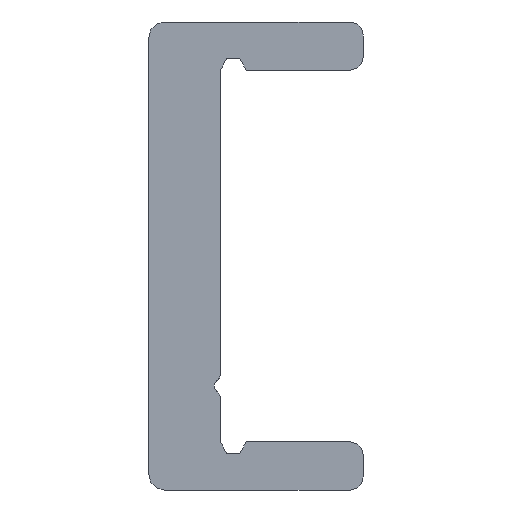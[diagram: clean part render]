
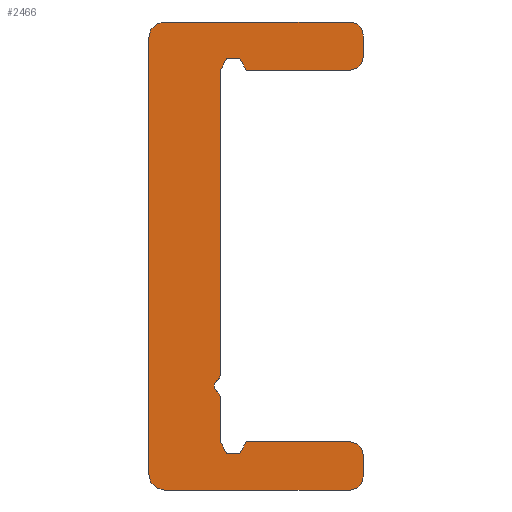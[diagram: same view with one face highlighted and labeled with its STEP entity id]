
A CAD part, left-side view. The second image highlights one B-rep face of the part: STEP entity #2466.
In plain terms, the highlighted planar face has unit normal (-1, 0, 0).
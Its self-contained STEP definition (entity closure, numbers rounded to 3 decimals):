
#1634=CARTESIAN_POINT('',(0.0,1.375,-4.567));
#1635=VERTEX_POINT('',#1634);
#1642=CARTESIAN_POINT('',(0.0,1.5,-4.783));
#1643=VERTEX_POINT('',#1642);
#1644=CARTESIAN_POINT('',(0.0,1.625,-4.567));
#1645=DIRECTION('',(1.0,0.0,0.0));
#1646=DIRECTION('',(0.0,-1.0,0.0));
#1647=AXIS2_PLACEMENT_3D('',#1644,#1645,#1646);
#1648=CIRCLE('',#1647,0.25);
#1649=EDGE_CURVE('',#1635,#1643,#1648,.T.);
#1759=CARTESIAN_POINT('',(0.0,1.375,7.15));
#1760=VERTEX_POINT('',#1759);
#1767=CARTESIAN_POINT('',(0.0,1.375,7.15));
#1768=DIRECTION('',(0.0,0.0,-1.0));
#1769=VECTOR('',#1768,11.717);
#1770=LINE('',#1767,#1769);
#1771=EDGE_CURVE('',#1760,#1635,#1770,.T.);
#1829=CARTESIAN_POINT('',(0.0,-4.125,-8.5));
#1830=VERTEX_POINT('',#1829);
#1837=CARTESIAN_POINT('',(0.0,-3.625,-9.0));
#1838=VERTEX_POINT('',#1837);
#1839=CARTESIAN_POINT('',(0.0,-3.625,-8.5));
#1840=DIRECTION('',(1.0,0.0,0.0));
#1841=DIRECTION('',(0.0,-1.0,0.0));
#1842=AXIS2_PLACEMENT_3D('',#1839,#1840,#1841);
#1843=CIRCLE('',#1842,0.5);
#1844=EDGE_CURVE('',#1830,#1838,#1843,.T.);
#1868=CARTESIAN_POINT('',(0.0,-4.125,-7.65));
#1869=VERTEX_POINT('',#1868);
#1876=CARTESIAN_POINT('',(0.0,-4.125,-7.65));
#1877=DIRECTION('',(0.0,0.0,-1.0));
#1878=VECTOR('',#1877,0.85);
#1879=LINE('',#1876,#1878);
#1880=EDGE_CURVE('',#1869,#1830,#1879,.T.);
#1900=CARTESIAN_POINT('',(0.0,-3.625,-7.15));
#1901=VERTEX_POINT('',#1900);
#1908=CARTESIAN_POINT('',(0.0,-3.625,-7.65));
#1909=DIRECTION('',(1.0,0.0,0.0));
#1910=DIRECTION('',(0.0,0.0,1.0));
#1911=AXIS2_PLACEMENT_3D('',#1908,#1909,#1910);
#1912=CIRCLE('',#1911,0.5);
#1913=EDGE_CURVE('',#1901,#1869,#1912,.T.);
#1932=CARTESIAN_POINT('',(0.0,0.375,-7.15));
#1933=VERTEX_POINT('',#1932);
#1940=CARTESIAN_POINT('',(0.0,0.375,-7.15));
#1941=DIRECTION('',(0.0,-1.0,0.0));
#1942=VECTOR('',#1941,4.);
#1943=LINE('',#1940,#1942);
#1944=EDGE_CURVE('',#1933,#1901,#1943,.T.);
#1964=CARTESIAN_POINT('',(0.0,1.375,-7.15));
#1965=VERTEX_POINT('',#1964);
#1972=CARTESIAN_POINT('',(0.0,0.875,-7.15));
#1973=DIRECTION('',(-1.0,0.0,0.0));
#1974=DIRECTION('',(0.0,1.,0.));
#1975=AXIS2_PLACEMENT_3D('',#1972,#1973,#1974);
#1976=CIRCLE('',#1975,0.5);
#1977=EDGE_CURVE('',#1965,#1933,#1976,.T.);
#1996=CARTESIAN_POINT('',(0.0,1.375,-5.433));
#1997=VERTEX_POINT('',#1996);
#2004=CARTESIAN_POINT('',(0.0,1.375,-5.433));
#2005=DIRECTION('',(0.0,0.0,-1.0));
#2006=VECTOR('',#2005,1.717);
#2007=LINE('',#2004,#2006);
#2008=EDGE_CURVE('',#1997,#1965,#2007,.T.);
#2028=CARTESIAN_POINT('',(0.0,1.5,-5.217));
#2029=VERTEX_POINT('',#2028);
#2036=CARTESIAN_POINT('',(0.0,1.625,-5.433));
#2037=DIRECTION('',(1.0,0.0,0.0));
#2038=DIRECTION('',(0.0,-0.5,0.866));
#2039=AXIS2_PLACEMENT_3D('',#2036,#2037,#2038);
#2040=CIRCLE('',#2039,0.25);
#2041=EDGE_CURVE('',#2029,#1997,#2040,.T.);
#2060=CARTESIAN_POINT('',(0.0,1.375,-5.0));
#2061=DIRECTION('',(-1.0,0.0,0.0));
#2062=DIRECTION('',(0.0,-0.5,0.866));
#2063=AXIS2_PLACEMENT_3D('',#2060,#2061,#2062);
#2064=CIRCLE('',#2063,0.25);
#2065=EDGE_CURVE('',#1643,#2029,#2064,.T.);
#2085=CARTESIAN_POINT('',(0.0,0.375,7.15));
#2086=VERTEX_POINT('',#2085);
#2093=CARTESIAN_POINT('',(0.0,0.875,7.15));
#2094=DIRECTION('',(-1.0,0.0,0.0));
#2095=DIRECTION('',(0.0,-1.0,0.0));
#2096=AXIS2_PLACEMENT_3D('',#2093,#2094,#2095);
#2097=CIRCLE('',#2096,0.5);
#2098=EDGE_CURVE('',#2086,#1760,#2097,.T.);
#2117=CARTESIAN_POINT('',(0.0,-3.625,7.15));
#2118=VERTEX_POINT('',#2117);
#2125=CARTESIAN_POINT('',(0.0,-3.625,7.15));
#2126=DIRECTION('',(0.0,1.0,0.0));
#2127=VECTOR('',#2126,4.0);
#2128=LINE('',#2125,#2127);
#2129=EDGE_CURVE('',#2118,#2086,#2128,.T.);
#2149=CARTESIAN_POINT('',(0.0,-4.125,7.65));
#2150=VERTEX_POINT('',#2149);
#2157=CARTESIAN_POINT('',(0.0,-3.625,7.65));
#2158=DIRECTION('',(1.0,0.0,0.0));
#2159=DIRECTION('',(0.0,-1.0,0.0));
#2160=AXIS2_PLACEMENT_3D('',#2157,#2158,#2159);
#2161=CIRCLE('',#2160,0.5);
#2162=EDGE_CURVE('',#2150,#2118,#2161,.T.);
#2181=CARTESIAN_POINT('',(0.0,-4.125,8.5));
#2182=VERTEX_POINT('',#2181);
#2189=CARTESIAN_POINT('',(0.0,-4.125,8.5));
#2190=DIRECTION('',(0.0,0.0,-1.0));
#2191=VECTOR('',#2190,0.85);
#2192=LINE('',#2189,#2191);
#2193=EDGE_CURVE('',#2182,#2150,#2192,.T.);
#2213=CARTESIAN_POINT('',(0.0,-3.625,9.0));
#2214=VERTEX_POINT('',#2213);
#2221=CARTESIAN_POINT('',(0.0,-3.625,8.5));
#2222=DIRECTION('',(1.0,0.0,0.0));
#2223=DIRECTION('',(0.0,0.0,1.0));
#2224=AXIS2_PLACEMENT_3D('',#2221,#2222,#2223);
#2225=CIRCLE('',#2224,0.5);
#2226=EDGE_CURVE('',#2214,#2182,#2225,.T.);
#2245=CARTESIAN_POINT('',(0.0,3.525,9.0));
#2246=VERTEX_POINT('',#2245);
#2253=CARTESIAN_POINT('',(0.0,3.525,9.0));
#2254=DIRECTION('',(0.0,-1.0,0.0));
#2255=VECTOR('',#2254,7.15);
#2256=LINE('',#2253,#2255);
#2257=EDGE_CURVE('',#2246,#2214,#2256,.T.);
#2277=CARTESIAN_POINT('',(0.0,4.125,8.4));
#2278=VERTEX_POINT('',#2277);
#2285=CARTESIAN_POINT('',(0.0,3.525,8.4));
#2286=DIRECTION('',(1.0,0.0,0.0));
#2287=DIRECTION('',(0.0,1.0,0.0));
#2288=AXIS2_PLACEMENT_3D('',#2285,#2286,#2287);
#2289=CIRCLE('',#2288,0.6);
#2290=EDGE_CURVE('',#2278,#2246,#2289,.T.);
#2309=CARTESIAN_POINT('',(0.0,4.125,-8.4));
#2310=VERTEX_POINT('',#2309);
#2317=CARTESIAN_POINT('',(0.0,4.125,-8.4));
#2318=DIRECTION('',(0.0,0.0,1.0));
#2319=VECTOR('',#2318,16.8);
#2320=LINE('',#2317,#2319);
#2321=EDGE_CURVE('',#2310,#2278,#2320,.T.);
#2398=CARTESIAN_POINT('',(0.0,3.525,-9.0));
#2399=VERTEX_POINT('',#2398);
#2406=CARTESIAN_POINT('',(0.0,3.525,-8.4));
#2407=DIRECTION('',(1.0,0.0,0.0));
#2408=DIRECTION('',(0.0,0.0,-1.0));
#2409=AXIS2_PLACEMENT_3D('',#2406,#2407,#2408);
#2410=CIRCLE('',#2409,0.6);
#2411=EDGE_CURVE('',#2399,#2310,#2410,.T.);
#2429=CARTESIAN_POINT('',(0.0,-3.625,-9.0));
#2430=DIRECTION('',(0.0,1.0,0.0));
#2431=VECTOR('',#2430,7.15);
#2432=LINE('',#2429,#2431);
#2433=EDGE_CURVE('',#1838,#2399,#2432,.T.);
#2439=CARTESIAN_POINT('',(0.0,1.046,-0.014));
#2440=DIRECTION('',(1.0,0.0,0.0));
#2441=DIRECTION('',(0.0,0.0,-1.0));
#2442=AXIS2_PLACEMENT_3D('',#2439,#2440,#2441);
#2443=PLANE('',#2442);
#2444=ORIENTED_EDGE('',*,*,#2433,.F.);
#2445=ORIENTED_EDGE('',*,*,#1844,.F.);
#2446=ORIENTED_EDGE('',*,*,#1880,.F.);
#2447=ORIENTED_EDGE('',*,*,#1913,.F.);
#2448=ORIENTED_EDGE('',*,*,#1944,.F.);
#2449=ORIENTED_EDGE('',*,*,#1977,.F.);
#2450=ORIENTED_EDGE('',*,*,#2008,.F.);
#2451=ORIENTED_EDGE('',*,*,#2041,.F.);
#2452=ORIENTED_EDGE('',*,*,#2065,.F.);
#2453=ORIENTED_EDGE('',*,*,#1649,.F.);
#2454=ORIENTED_EDGE('',*,*,#1771,.F.);
#2455=ORIENTED_EDGE('',*,*,#2098,.F.);
#2456=ORIENTED_EDGE('',*,*,#2129,.F.);
#2457=ORIENTED_EDGE('',*,*,#2162,.F.);
#2458=ORIENTED_EDGE('',*,*,#2193,.F.);
#2459=ORIENTED_EDGE('',*,*,#2226,.F.);
#2460=ORIENTED_EDGE('',*,*,#2257,.F.);
#2461=ORIENTED_EDGE('',*,*,#2290,.F.);
#2462=ORIENTED_EDGE('',*,*,#2321,.F.);
#2463=ORIENTED_EDGE('',*,*,#2411,.F.);
#2464=EDGE_LOOP('',(#2444,#2445,#2446,#2447,#2448,#2449,#2450,#2451,#2452,#2453,#2454,#2455,#2456,#2457,#2458,#2459,#2460,#2461,#2462,#2463));
#2465=FACE_OUTER_BOUND('',#2464,.T.);
#2466=ADVANCED_FACE('',(#2465),#2443,.F.);
